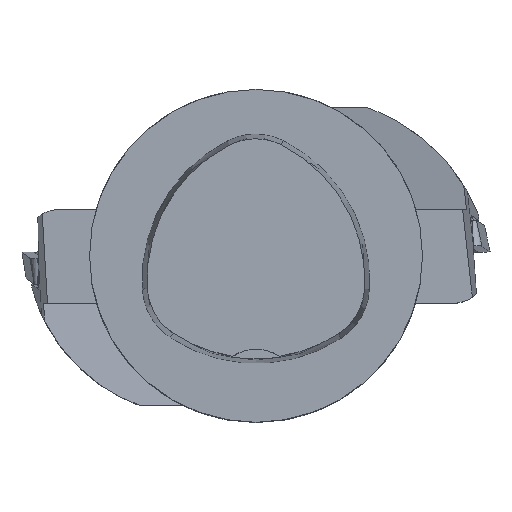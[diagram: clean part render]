
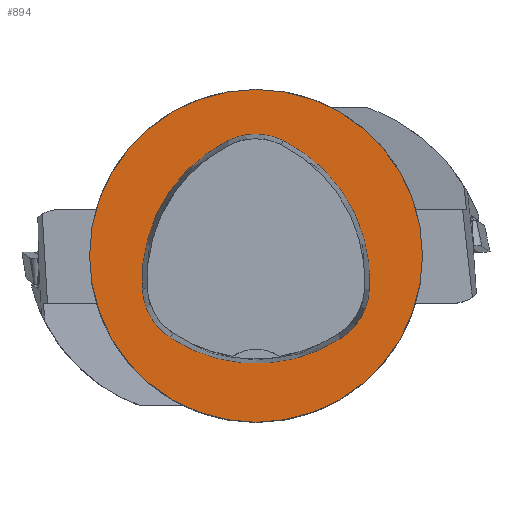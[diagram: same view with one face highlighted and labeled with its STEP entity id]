
A CAD part, top view. The second image highlights one B-rep face of the part: STEP entity #894.
In plain terms, the highlighted planar face has unit normal (0, 0, 1).
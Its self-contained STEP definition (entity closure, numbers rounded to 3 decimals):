
#368=FACE_BOUND('',#1544,.T.);
#369=FACE_BOUND('',#1545,.T.);
#465=CIRCLE('',#4883,16.);
#466=CIRCLE('',#4889,15.);
#468=CIRCLE('',#4892,6.);
#470=CIRCLE('',#4895,15.);
#472=CIRCLE('',#4898,6.);
#476=CIRCLE('',#4903,15.);
#478=CIRCLE('',#4906,6.);
#894=ADVANCED_FACE('',(#368,#369),#1056,.T.);
#1056=PLANE('',#4911);
#1544=EDGE_LOOP('',(#2695,#2696,#2697,#2698,#2699,#2700));
#1545=EDGE_LOOP('',(#2701));
#2695=ORIENTED_EDGE('',*,*,#3721,.T.);
#2696=ORIENTED_EDGE('',*,*,#3701,.T.);
#2697=ORIENTED_EDGE('',*,*,#3705,.T.);
#2698=ORIENTED_EDGE('',*,*,#3708,.T.);
#2699=ORIENTED_EDGE('',*,*,#3711,.T.);
#2700=ORIENTED_EDGE('',*,*,#3719,.T.);
#2701=ORIENTED_EDGE('',*,*,#3692,.F.);
#3118=VERTEX_POINT('',#7971);
#3127=VERTEX_POINT('',#7990);
#3128=VERTEX_POINT('',#7991);
#3131=VERTEX_POINT('',#7999);
#3133=VERTEX_POINT('',#8005);
#3135=VERTEX_POINT('',#8011);
#3142=VERTEX_POINT('',#8032);
#3692=EDGE_CURVE('',#3118,#3118,#465,.T.);
#3701=EDGE_CURVE('',#3127,#3128,#466,.T.);
#3705=EDGE_CURVE('',#3128,#3131,#468,.T.);
#3708=EDGE_CURVE('',#3131,#3133,#470,.T.);
#3711=EDGE_CURVE('',#3133,#3135,#472,.T.);
#3719=EDGE_CURVE('',#3135,#3142,#476,.T.);
#3721=EDGE_CURVE('',#3142,#3127,#478,.T.);
#4883=AXIS2_PLACEMENT_3D('',#7970,#5924,#5925);
#4889=AXIS2_PLACEMENT_3D('',#7989,#5940,#5941);
#4892=AXIS2_PLACEMENT_3D('',#7998,#5948,#5949);
#4895=AXIS2_PLACEMENT_3D('',#8004,#5955,#5956);
#4898=AXIS2_PLACEMENT_3D('',#8010,#5962,#5963);
#4903=AXIS2_PLACEMENT_3D('',#8033,#5974,#5975);
#4906=AXIS2_PLACEMENT_3D('',#8036,#5980,#5981);
#4911=AXIS2_PLACEMENT_3D('',#8041,#5990,#5991);
#5924=DIRECTION('',(0.,0.,-1.));
#5925=DIRECTION('',(-1.,0.,0.));
#5940=DIRECTION('',(0.,0.,-1.));
#5941=DIRECTION('',(-1.,0.,0.));
#5948=DIRECTION('',(0.,0.,-1.));
#5949=DIRECTION('',(-1.,0.,0.));
#5955=DIRECTION('',(0.,0.,-1.));
#5956=DIRECTION('',(-1.,0.,0.));
#5962=DIRECTION('',(0.,0.,-1.));
#5963=DIRECTION('',(-1.,0.,0.));
#5974=DIRECTION('',(0.,0.,-1.));
#5975=DIRECTION('',(-1.,0.,0.));
#5980=DIRECTION('',(0.,0.,-1.));
#5981=DIRECTION('',(-1.,0.,0.));
#5990=DIRECTION('',(0.,0.,1.));
#5991=DIRECTION('',(1.,0.,0.));
#7970=CARTESIAN_POINT('',(0.,0.,0.));
#7971=CARTESIAN_POINT('',(-16.,0.,0.));
#7989=CARTESIAN_POINT('',(4.048,-2.316,0.));
#7990=CARTESIAN_POINT('',(-10.926,-3.206,0.));
#7991=CARTESIAN_POINT('',(-2.774,11.043,0.));
#7998=CARTESIAN_POINT('',(-0.045,5.7,0.));
#7999=CARTESIAN_POINT('',(2.638,11.066,0.));
#8004=CARTESIAN_POINT('',(-4.07,-2.35,0.));
#8005=CARTESIAN_POINT('',(10.903,-3.249,0.));
#8010=CARTESIAN_POINT('',(4.914,-2.889,0.));
#8011=CARTESIAN_POINT('',(8.177,-7.924,0.));
#8032=CARTESIAN_POINT('',(-8.24,-7.859,0.));
#8033=CARTESIAN_POINT('',(0.019,4.663,0.));
#8036=CARTESIAN_POINT('',(-4.936,-2.85,0.));
#8041=CARTESIAN_POINT('',(0.,0.,0.));
